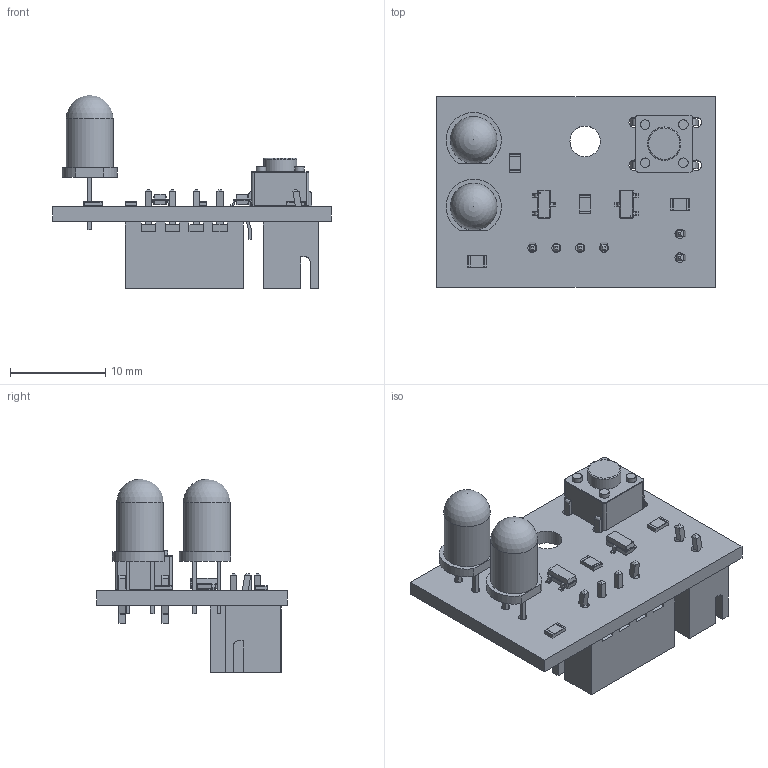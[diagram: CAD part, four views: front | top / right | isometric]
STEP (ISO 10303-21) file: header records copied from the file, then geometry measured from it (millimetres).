
FILE_DESCRIPTION(('KiCad electronic assembly'),'2;1');
FILE_NAME('Control Panel Breakout.step','2025-10-18T21:23:16',('Pcbnew') ,('Kicad'),'Open CASCADE STEP processor 7.6','KiCad to STEP converter' ,'Unknown');
FILE_SCHEMA(('AUTOMOTIVE_DESIGN { 1 0 10303 214 1 1 1 1 }'));
Length unit declared in the file: millimetre
Products named in the file (8): Control Panel Breakout 1; LED_D5.0mm; SOT-23; R_0805_2012Metric; SW_PUSH_6mm_H5mm; JST_XH_B2B-XH-A_1x02_P2.50mm_Vertical; JST_XH_B4B-XH-A_1x04_P2.50mm_Vertical; Control Panel Breakout_PCB
Assembly tree (12 placements, depth 2):
  Control Panel Breakout 1
    LED_D5.0mm  x2
    SOT-23  x2
    R_0805_2012Metric  x4
    SW_PUSH_6mm_H5mm
    JST_XH_B2B-XH-A_1x02_P2.50mm_Vertical
    JST_XH_B4B-XH-A_1x04_P2.50mm_Vertical
    Control Panel Breakout_PCB
Bounding box: 29.19 x 20 x 20.28 mm (x, y, z)
Volume: 1728.5 mm3; surface area: 3042 mm2
Topology: 12 solids, 12 shells, 630 faces, 1628 edges, 1045 vertices
Faces by surface type: plane 471, cylinder 124, bspline 32, sphere 2, torus 1
Full cylindrical faces by diameter (mm): 0.9 x4, 0.95 x4, 1 x6, 1.1 x4, 3.2 x1, 3.5 x1, 4.9 x2
Entity records: 14262 total; most frequent: CARTESIAN_POINT 2550, ORIENTED_EDGE 2430, DIRECTION 2291, EDGE_CURVE 1215, LINE 1019, VECTOR 1019, VERTEX_POINT 783, AXIS2_PLACEMENT_3D 636
